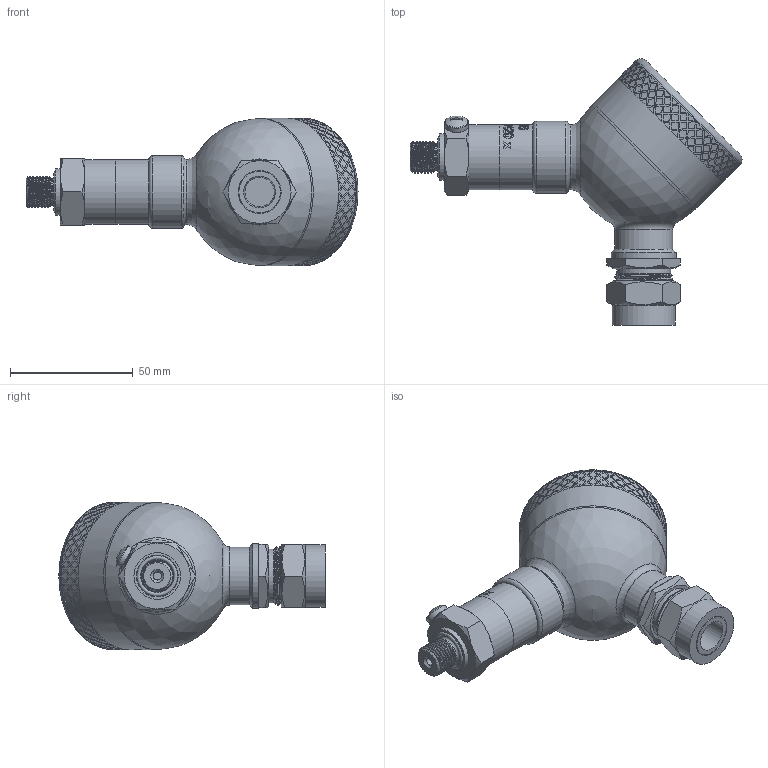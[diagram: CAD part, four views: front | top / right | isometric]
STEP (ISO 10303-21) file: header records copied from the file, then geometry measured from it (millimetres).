
FILE_DESCRIPTION(/* description */ (''),/* implementation_level */ '2;1');
FILE_NAME(/* name */ 'APZ3420x_G1''4DIN_CableGlandM20x1,5Exd.step',/* time_stamp */ '2021-07-02T14:19:48+03:00',/* author */ (''),/* organization */ (''),/* preprocessor_version */ 'ST-DEVELOPER v18.1',/* originating_system */ 'Autodesk Translation Framework v10.9.0.1377',/* authorisation */ '');
FILE_SCHEMA (('AUTOMOTIVE_DESIGN { 1 0 10303 214 3 1 1 }'));
Length unit declared in the file: millimetre
Products named in the file (7): АПЗ 3420 х заполненный; G 1\4 DIN; Field housing; Main body; Cover without display; screw M6x1 v1; M20x1,5 steel cable gland Ex d v3
Assembly tree (6 placements, depth 3):
  АПЗ 3420 х заполненный
    G 1\4 DIN
    Field housing
      Main body
      Cover without display
    screw M6x1 v1
    M20x1,5 steel cable gland Ex d v3
Bounding box: 135.42 x 108.62 x 60.1 mm (x, y, z)
Volume: 241289.9 mm3; surface area: 40270.8 mm2
Topology: 6 solids, 6 shells, 1422 faces, 3475 edges, 2305 vertices
Faces by surface type: bspline 904, cylinder 313, plane 157, cone 28, torus 18, sphere 2
Full cylindrical faces by diameter (mm): 3.3 x1, 4.744 x3, 5.035 x2, 5.884 x4, 6.147 x1, 9.6 x1, 11 x1, 11.445 x6, 12 x1, 13 x1, 13.5 x1, 16.7 x1, 17 x2, 17.6 x1, 18.137 x7, 19 x1, 19.85 x6, 21 x1, 22 x1, 22.132 x1, 22.4 x1, 23.6 x1, 24.5 x2, 25.6 x1, 26.5 x3, 29.5 x1, 57.2 x1, 60 x2
Entity records: 64578 total; most frequent: CARTESIAN_POINT 38548, ORIENTED_EDGE 6944, EDGE_CURVE 3472, B_SPLINE_CURVE_WITH_KNOTS 2633, VERTEX_POINT 2305, DIRECTION 2193, EDGE_LOOP 1669, FACE_OUTER_BOUND 1422
